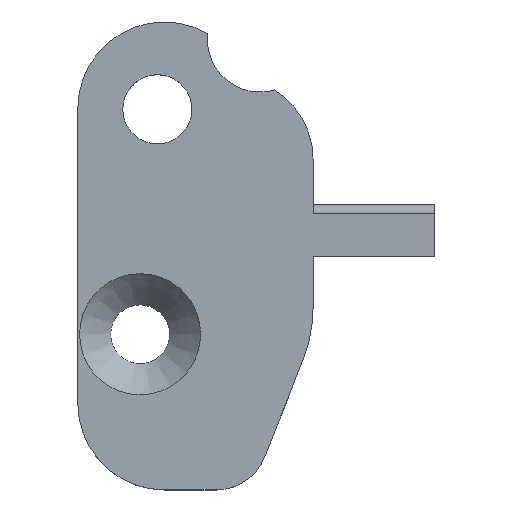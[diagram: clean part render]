
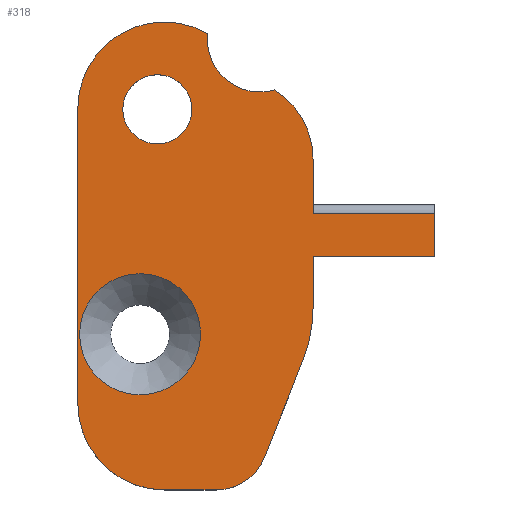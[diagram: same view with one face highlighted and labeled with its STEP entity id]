
A CAD part, top view. The second image highlights one B-rep face of the part: STEP entity #318.
In plain terms, the highlighted planar face has unit normal (0, 0, 1).
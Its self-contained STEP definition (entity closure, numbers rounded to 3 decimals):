
#40 = VERTEX_POINT('',#41);
#41 = CARTESIAN_POINT('',(43.,-95.5,38.));
#47 = EDGE_CURVE('',#40,#48,#50,.T.);
#48 = VERTEX_POINT('',#49);
#49 = CARTESIAN_POINT('',(43.,-93.,38.));
#50 = LINE('',#51,#52);
#51 = CARTESIAN_POINT('',(43.,-95.5,38.));
#52 = VECTOR('',#53,1.);
#53 = DIRECTION('',(0.,1.,0.));
#274 = VERTEX_POINT('',#275);
#275 = CARTESIAN_POINT('',(36.,-95.5,38.));
#281 = EDGE_CURVE('',#274,#40,#282,.T.);
#282 = LINE('',#283,#284);
#283 = CARTESIAN_POINT('',(36.,-95.5,38.));
#284 = VECTOR('',#285,1.);
#285 = DIRECTION('',(1.,0.,0.));
#300 = VERTEX_POINT('',#301);
#301 = CARTESIAN_POINT('',(36.,-93.,38.));
#308 = EDGE_CURVE('',#48,#300,#309,.T.);
#309 = LINE('',#310,#311);
#310 = CARTESIAN_POINT('',(43.,-93.,38.));
#311 = VECTOR('',#312,1.);
#312 = DIRECTION('',(-1.,0.,0.));
#318 = ADVANCED_FACE('',(#319,#424,#435),#446,.T.);
#319 = FACE_BOUND('',#320,.T.);
#320 = EDGE_LOOP('',(#321,#322,#323,#331,#339,#348,#357,#366,#374,#383,
    #391,#400,#408,#417,#423));
#321 = ORIENTED_EDGE('',*,*,#47,.T.);
#322 = ORIENTED_EDGE('',*,*,#308,.T.);
#323 = ORIENTED_EDGE('',*,*,#324,.F.);
#324 = EDGE_CURVE('',#325,#300,#327,.T.);
#325 = VERTEX_POINT('',#326);
#326 = CARTESIAN_POINT('',(36.,-92.5,38.));
#327 = LINE('',#328,#329);
#328 = CARTESIAN_POINT('',(36.,-93.468,38.));
#329 = VECTOR('',#330,1.);
#330 = DIRECTION('',(0.,-1.,0.));
#331 = ORIENTED_EDGE('',*,*,#332,.T.);
#332 = EDGE_CURVE('',#325,#333,#335,.T.);
#333 = VERTEX_POINT('',#334);
#334 = CARTESIAN_POINT('',(36.,-89.877,38.));
#335 = LINE('',#336,#337);
#336 = CARTESIAN_POINT('',(36.,-92.5,38.));
#337 = VECTOR('',#338,1.);
#338 = DIRECTION('',(0.,1.,0.));
#339 = ORIENTED_EDGE('',*,*,#340,.T.);
#340 = EDGE_CURVE('',#333,#341,#343,.T.);
#341 = VERTEX_POINT('',#342);
#342 = CARTESIAN_POINT('',(33.774,-85.881,38.));
#343 = CIRCLE('',#344,4.701);
#344 = AXIS2_PLACEMENT_3D('',#345,#346,#347);
#345 = CARTESIAN_POINT('',(31.299,-89.877,38.));
#346 = DIRECTION('',(0.,0.,1.));
#347 = DIRECTION('',(1.,0.,0.));
#348 = ORIENTED_EDGE('',*,*,#349,.F.);
#349 = EDGE_CURVE('',#350,#341,#352,.T.);
#350 = VERTEX_POINT('',#351);
#351 = CARTESIAN_POINT('',(29.905,-82.625,38.));
#352 = CIRCLE('',#353,3.039);
#353 = AXIS2_PLACEMENT_3D('',#354,#355,#356);
#354 = CARTESIAN_POINT('',(32.925,-82.962,38.));
#355 = DIRECTION('',(0.,0.,1.));
#356 = DIRECTION('',(1.,0.,0.));
#357 = ORIENTED_EDGE('',*,*,#358,.T.);
#358 = EDGE_CURVE('',#350,#359,#361,.T.);
#359 = VERTEX_POINT('',#360);
#360 = CARTESIAN_POINT('',(22.4,-86.952,38.));
#361 = CIRCLE('',#362,5.);
#362 = AXIS2_PLACEMENT_3D('',#363,#364,#365);
#363 = CARTESIAN_POINT('',(27.4,-86.952,38.));
#364 = DIRECTION('',(0.,0.,1.));
#365 = DIRECTION('',(1.,0.,0.));
#366 = ORIENTED_EDGE('',*,*,#367,.T.);
#367 = EDGE_CURVE('',#359,#368,#370,.T.);
#368 = VERTEX_POINT('',#369);
#369 = CARTESIAN_POINT('',(22.4,-104.,38.));
#370 = LINE('',#371,#372);
#371 = CARTESIAN_POINT('',(22.4,-86.952,38.));
#372 = VECTOR('',#373,1.);
#373 = DIRECTION('',(0.,-1.,0.));
#374 = ORIENTED_EDGE('',*,*,#375,.T.);
#375 = EDGE_CURVE('',#368,#376,#378,.T.);
#376 = VERTEX_POINT('',#377);
#377 = CARTESIAN_POINT('',(27.4,-109.,38.));
#378 = CIRCLE('',#379,5.);
#379 = AXIS2_PLACEMENT_3D('',#380,#381,#382);
#380 = CARTESIAN_POINT('',(27.4,-104.,38.));
#381 = DIRECTION('',(0.,0.,1.));
#382 = DIRECTION('',(1.,0.,0.));
#383 = ORIENTED_EDGE('',*,*,#384,.T.);
#384 = EDGE_CURVE('',#376,#385,#387,.T.);
#385 = VERTEX_POINT('',#386);
#386 = CARTESIAN_POINT('',(30.4,-109.,38.));
#387 = LINE('',#388,#389);
#388 = CARTESIAN_POINT('',(27.4,-109.,38.));
#389 = VECTOR('',#390,1.);
#390 = DIRECTION('',(1.,0.,0.));
#391 = ORIENTED_EDGE('',*,*,#392,.T.);
#392 = EDGE_CURVE('',#385,#393,#395,.T.);
#393 = VERTEX_POINT('',#394);
#394 = CARTESIAN_POINT('',(33.188,-107.109,38.));
#395 = CIRCLE('',#396,3.);
#396 = AXIS2_PLACEMENT_3D('',#397,#398,#399);
#397 = CARTESIAN_POINT('',(30.4,-106.,38.));
#398 = DIRECTION('',(0.,0.,1.));
#399 = DIRECTION('',(1.,0.,0.));
#400 = ORIENTED_EDGE('',*,*,#401,.T.);
#401 = EDGE_CURVE('',#393,#402,#404,.T.);
#402 = VERTEX_POINT('',#403);
#403 = CARTESIAN_POINT('',(35.405,-101.533,38.));
#404 = LINE('',#405,#406);
#405 = CARTESIAN_POINT('',(33.188,-107.109,38.));
#406 = VECTOR('',#407,1.);
#407 = DIRECTION('',(0.37,0.929,0.));
#408 = ORIENTED_EDGE('',*,*,#409,.T.);
#409 = EDGE_CURVE('',#402,#410,#412,.T.);
#410 = VERTEX_POINT('',#411);
#411 = CARTESIAN_POINT('',(36.,-98.425,38.));
#412 = CIRCLE('',#413,8.411);
#413 = AXIS2_PLACEMENT_3D('',#414,#415,#416);
#414 = CARTESIAN_POINT('',(27.589,-98.425,38.));
#415 = DIRECTION('',(0.,0.,1.));
#416 = DIRECTION('',(1.,0.,0.));
#417 = ORIENTED_EDGE('',*,*,#418,.T.);
#418 = EDGE_CURVE('',#410,#274,#419,.T.);
#419 = LINE('',#420,#421);
#420 = CARTESIAN_POINT('',(36.,-98.425,38.));
#421 = VECTOR('',#422,1.);
#422 = DIRECTION('',(0.,1.,0.));
#423 = ORIENTED_EDGE('',*,*,#281,.T.);
#424 = FACE_BOUND('',#425,.T.);
#425 = EDGE_LOOP('',(#426));
#426 = ORIENTED_EDGE('',*,*,#427,.F.);
#427 = EDGE_CURVE('',#428,#428,#430,.T.);
#428 = VERTEX_POINT('',#429);
#429 = CARTESIAN_POINT('',(29.5,-100.,38.));
#430 = CIRCLE('',#431,3.5);
#431 = AXIS2_PLACEMENT_3D('',#432,#433,#434);
#432 = CARTESIAN_POINT('',(26.,-100.,38.));
#433 = DIRECTION('',(0.,0.,1.));
#434 = DIRECTION('',(1.,0.,0.));
#435 = FACE_BOUND('',#436,.T.);
#436 = EDGE_LOOP('',(#437));
#437 = ORIENTED_EDGE('',*,*,#438,.F.);
#438 = EDGE_CURVE('',#439,#439,#441,.T.);
#439 = VERTEX_POINT('',#440);
#440 = CARTESIAN_POINT('',(29.,-87.,38.));
#441 = CIRCLE('',#442,2.);
#442 = AXIS2_PLACEMENT_3D('',#443,#444,#445);
#443 = CARTESIAN_POINT('',(27.,-87.,38.));
#444 = DIRECTION('',(0.,0.,1.));
#445 = DIRECTION('',(1.,0.,0.));
#446 = PLANE('',#447);
#447 = AXIS2_PLACEMENT_3D('',#448,#449,#450);
#448 = CARTESIAN_POINT('',(30.356,-94.437,38.));
#449 = DIRECTION('',(0.,0.,1.));
#450 = DIRECTION('',(1.,0.,0.));
